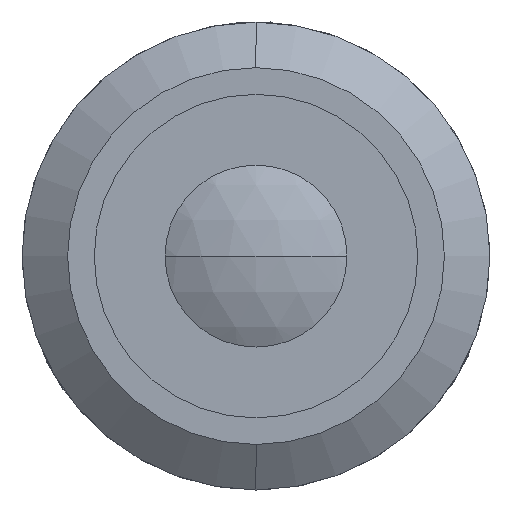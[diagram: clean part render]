
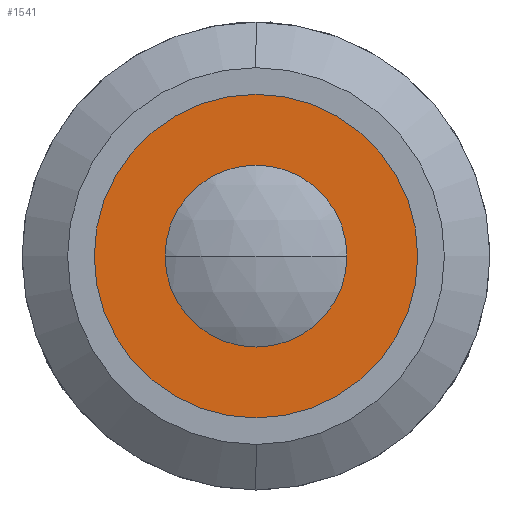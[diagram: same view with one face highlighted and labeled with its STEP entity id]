
A CAD part, left-side view. The second image highlights one B-rep face of the part: STEP entity #1541.
In plain terms, the highlighted planar face has unit normal (-1, 0, 0).
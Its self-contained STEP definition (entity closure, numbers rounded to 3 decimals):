
#14 = AXIS2_PLACEMENT_3D ( 'NONE', #2189, #2506, #2597 ) ;
#310 = PLANE ( 'NONE',  #2335 ) ;
#373 = FACE_OUTER_BOUND ( 'NONE', #3831, .T. ) ;
#389 = EDGE_CURVE ( 'NONE', #3003, #3630, #4025, .T. ) ;
#436 = CARTESIAN_POINT ( 'NONE',  ( 3.8, 0., 0. ) ) ;
#475 = DIRECTION ( 'NONE',  ( -1., 0., 0. ) ) ;
#580 = ORIENTED_EDGE ( 'NONE', *, *, #2063, .T. ) ;
#835 = CARTESIAN_POINT ( 'NONE',  ( 3.8, 0., 0. ) ) ;
#1000 = EDGE_CURVE ( 'NONE', #1083, #1317, #1970, .T. ) ;
#1083 = VERTEX_POINT ( 'NONE', #3301 ) ;
#1101 = DIRECTION ( 'NONE',  ( -1., 0., 0. ) ) ;
#1140 = ORIENTED_EDGE ( 'NONE', *, *, #389, .F. ) ;
#1317 = VERTEX_POINT ( 'NONE', #3978 ) ;
#1541 = ADVANCED_FACE ( 'NONE', ( #3919, #373 ), #310, .F. ) ;
#1970 = CIRCLE ( 'NONE', #2575, 13. ) ;
#1981 = AXIS2_PLACEMENT_3D ( 'NONE', #835, #475, #3019 ) ;
#2063 = EDGE_CURVE ( 'NONE', #1317, #1083, #3320, .T. ) ;
#2189 = CARTESIAN_POINT ( 'NONE',  ( 3.8, 0., 0. ) ) ;
#2335 = AXIS2_PLACEMENT_3D ( 'NONE', #2521, #2923, #2493 ) ;
#2493 = DIRECTION ( 'NONE',  ( 0., 0., -1. ) ) ;
#2506 = DIRECTION ( 'NONE',  ( -1., 0., 0. ) ) ;
#2516 = DIRECTION ( 'NONE',  ( -1., 0., 0. ) ) ;
#2521 = CARTESIAN_POINT ( 'NONE',  ( 3.8, 13., 0. ) ) ;
#2575 = AXIS2_PLACEMENT_3D ( 'NONE', #4632, #2516, #2871 ) ;
#2597 = DIRECTION ( 'NONE',  ( 0., 0., 1. ) ) ;
#2871 = DIRECTION ( 'NONE',  ( 0., 0., 1. ) ) ;
#2893 = ORIENTED_EDGE ( 'NONE', *, *, #4069, .F. ) ;
#2923 = DIRECTION ( 'NONE',  ( 1., 0., 0. ) ) ;
#3003 = VERTEX_POINT ( 'NONE', #3456 ) ;
#3019 = DIRECTION ( 'NONE',  ( 0., 0., 1. ) ) ;
#3181 = AXIS2_PLACEMENT_3D ( 'NONE', #436, #1101, #3355 ) ;
#3274 = ORIENTED_EDGE ( 'NONE', *, *, #1000, .T. ) ;
#3301 = CARTESIAN_POINT ( 'NONE',  ( 3.8, 0., -13. ) ) ;
#3320 = CIRCLE ( 'NONE', #3181, 13. ) ;
#3355 = DIRECTION ( 'NONE',  ( 0., 0., 1. ) ) ;
#3456 = CARTESIAN_POINT ( 'NONE',  ( 3.8, 0., -7. ) ) ;
#3630 = VERTEX_POINT ( 'NONE', #4383 ) ;
#3831 = EDGE_LOOP ( 'NONE', ( #580, #3274 ) ) ;
#3871 = CIRCLE ( 'NONE', #14, 7. ) ;
#3919 = FACE_BOUND ( 'NONE', #4552, .T. ) ;
#3978 = CARTESIAN_POINT ( 'NONE',  ( 3.8, 0., 13. ) ) ;
#4025 = CIRCLE ( 'NONE', #1981, 7. ) ;
#4069 = EDGE_CURVE ( 'NONE', #3630, #3003, #3871, .T. ) ;
#4383 = CARTESIAN_POINT ( 'NONE',  ( 3.8, 0., 7. ) ) ;
#4552 = EDGE_LOOP ( 'NONE', ( #2893, #1140 ) ) ;
#4632 = CARTESIAN_POINT ( 'NONE',  ( 3.8, 0., 0. ) ) ;
